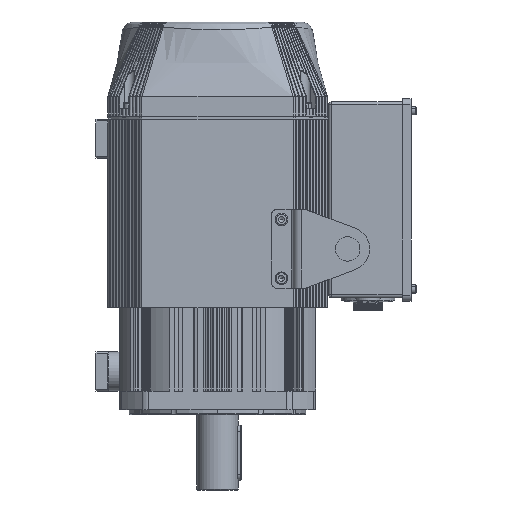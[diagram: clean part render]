
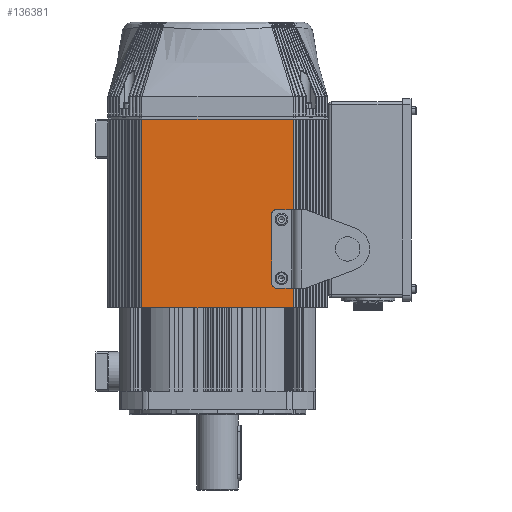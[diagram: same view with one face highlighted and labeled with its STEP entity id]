
A CAD part, left-side view. The second image highlights one B-rep face of the part: STEP entity #136381.
In plain terms, the highlighted planar face has unit normal (-1, 0, 0).
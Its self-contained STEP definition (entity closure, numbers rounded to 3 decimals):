
#3374 = VECTOR ( 'NONE', #71016, 1000. ) ;
#4602 = VERTEX_POINT ( 'NONE', #80276 ) ;
#4793 = EDGE_LOOP ( 'NONE', ( #142205, #32138, #101781, #12821 ) ) ;
#11583 = DIRECTION ( 'NONE',  ( 0., -1., 0. ) ) ;
#12173 = VECTOR ( 'NONE', #71583, 1000. ) ;
#12821 = ORIENTED_EDGE ( 'NONE', *, *, #57691, .F. ) ;
#13630 = CARTESIAN_POINT ( 'NONE',  ( -112., -60.25, 46. ) ) ;
#14464 = VERTEX_POINT ( 'NONE', #22769 ) ;
#17693 = VECTOR ( 'NONE', #33590, 1000. ) ;
#19509 = DIRECTION ( 'NONE',  ( 0., 0., -1. ) ) ;
#22117 = CARTESIAN_POINT ( 'NONE',  ( -112., -72.382, 21. ) ) ;
#22769 = CARTESIAN_POINT ( 'NONE',  ( -112., 77.149, 213.5 ) ) ;
#23504 = DIRECTION ( 'NONE',  ( -1., 0., 0. ) ) ;
#24166 = CARTESIAN_POINT ( 'NONE',  ( -112., -74.516, 121. ) ) ;
#29279 = VERTEX_POINT ( 'NONE', #77081 ) ;
#29360 = ORIENTED_EDGE ( 'NONE', *, *, #135691, .F. ) ;
#30410 = CARTESIAN_POINT ( 'NONE',  ( -112., -75.25, 121. ) ) ;
#31216 = LINE ( 'NONE', #22117, #106057 ) ;
#31339 = VERTEX_POINT ( 'NONE', #30410 ) ;
#32138 = ORIENTED_EDGE ( 'NONE', *, *, #118846, .T. ) ;
#33313 = EDGE_CURVE ( 'NONE', #14464, #128976, #110750, .T. ) ;
#33590 = DIRECTION ( 'NONE',  ( 0., -1., 0. ) ) ;
#34301 = LINE ( 'NONE', #70561, #113005 ) ;
#36083 = LINE ( 'NONE', #58037, #12173 ) ;
#37285 = EDGE_CURVE ( 'NONE', #88211, #107985, #36083, .T. ) ;
#37597 = CARTESIAN_POINT ( 'NONE',  ( -112., 77.149, -68. ) ) ;
#37792 = AXIS2_PLACEMENT_3D ( 'NONE', #139328, #90169, #126461 ) ;
#41743 = CARTESIAN_POINT ( 'NONE',  ( -112., -75.25, 41. ) ) ;
#42973 = ORIENTED_EDGE ( 'NONE', *, *, #60559, .F. ) ;
#44066 = FACE_BOUND ( 'NONE', #112887, .T. ) ;
#46845 = CARTESIAN_POINT ( 'NONE',  ( -112., -55.25, 46. ) ) ;
#57691 = EDGE_CURVE ( 'NONE', #29279, #14464, #141223, .T. ) ;
#58037 = CARTESIAN_POINT ( 'NONE',  ( -112., -55.25, 116. ) ) ;
#59850 = CIRCLE ( 'NONE', #37792, 5. ) ;
#60559 = EDGE_CURVE ( 'NONE', #4602, #130479, #104546, .T. ) ;
#61459 = EDGE_CURVE ( 'NONE', #107985, #4602, #62209, .T. ) ;
#62209 = CIRCLE ( 'NONE', #81512, 5. ) ;
#66020 = DIRECTION ( 'NONE',  ( -1., 0., 0. ) ) ;
#66133 = CARTESIAN_POINT ( 'NONE',  ( -112., -72.382, 213.5 ) ) ;
#68257 = DIRECTION ( 'NONE',  ( 0., -1., 0. ) ) ;
#70561 = CARTESIAN_POINT ( 'NONE',  ( -112., -77.149, -68. ) ) ;
#71016 = DIRECTION ( 'NONE',  ( 0., 1., 0. ) ) ;
#71195 = DIRECTION ( 'NONE',  ( 0., -1., 0. ) ) ;
#71583 = DIRECTION ( 'NONE',  ( 0., 0., -1. ) ) ;
#73833 = DIRECTION ( 'NONE',  ( 0., 0., 1. ) ) ;
#77081 = CARTESIAN_POINT ( 'NONE',  ( -112., 77.149, 21. ) ) ;
#80276 = CARTESIAN_POINT ( 'NONE',  ( -112., -60.25, 41. ) ) ;
#81512 = AXIS2_PLACEMENT_3D ( 'NONE', #13630, #23504, #139942 ) ;
#81841 = CARTESIAN_POINT ( 'NONE',  ( -112., -60.25, 41. ) ) ;
#87734 = ORIENTED_EDGE ( 'NONE', *, *, #37285, .F. ) ;
#88211 = VERTEX_POINT ( 'NONE', #99912 ) ;
#89434 = FACE_OUTER_BOUND ( 'NONE', #4793, .T. ) ;
#90169 = DIRECTION ( 'NONE',  ( -1., 0., 0. ) ) ;
#99814 = EDGE_CURVE ( 'NONE', #29279, #129569, #31216, .T. ) ;
#99912 = CARTESIAN_POINT ( 'NONE',  ( -112., -55.25, 116. ) ) ;
#101781 = ORIENTED_EDGE ( 'NONE', *, *, #33313, .F. ) ;
#103578 = LINE ( 'NONE', #24166, #3374 ) ;
#103846 = DIRECTION ( 'NONE',  ( 0., 0., 1. ) ) ;
#104546 = LINE ( 'NONE', #81841, #115209 ) ;
#106057 = VECTOR ( 'NONE', #71195, 1000. ) ;
#107284 = EDGE_CURVE ( 'NONE', #31339, #130479, #109471, .T. ) ;
#107975 = EDGE_CURVE ( 'NONE', #31339, #132505, #103578, .T. ) ;
#107985 = VERTEX_POINT ( 'NONE', #46845 ) ;
#109471 = LINE ( 'NONE', #123066, #140917 ) ;
#110750 = LINE ( 'NONE', #66133, #17693 ) ;
#112883 = PLANE ( 'NONE',  #127192 ) ;
#112887 = EDGE_LOOP ( 'NONE', ( #42973, #137040, #87734, #29360, #138263, #137389 ) ) ;
#113005 = VECTOR ( 'NONE', #103846, 1000. ) ;
#115209 = VECTOR ( 'NONE', #11583, 1000. ) ;
#118846 = EDGE_CURVE ( 'NONE', #129569, #128976, #34301, .T. ) ;
#123066 = CARTESIAN_POINT ( 'NONE',  ( -112., -75.25, 46. ) ) ;
#126461 = DIRECTION ( 'NONE',  ( 0., 0., -1. ) ) ;
#127091 = CARTESIAN_POINT ( 'NONE',  ( -112., -77.149, 21. ) ) ;
#127192 = AXIS2_PLACEMENT_3D ( 'NONE', #138593, #66020, #68257 ) ;
#127288 = CARTESIAN_POINT ( 'NONE',  ( -112., -77.149, 213.5 ) ) ;
#128976 = VERTEX_POINT ( 'NONE', #127288 ) ;
#129569 = VERTEX_POINT ( 'NONE', #127091 ) ;
#130479 = VERTEX_POINT ( 'NONE', #41743 ) ;
#131804 = VECTOR ( 'NONE', #73833, 1000. ) ;
#132505 = VERTEX_POINT ( 'NONE', #143527 ) ;
#135691 = EDGE_CURVE ( 'NONE', #132505, #88211, #59850, .T. ) ;
#136381 = ADVANCED_FACE ( 'NONE', ( #44066, #89434 ), #112883, .T. ) ;
#137040 = ORIENTED_EDGE ( 'NONE', *, *, #61459, .F. ) ;
#137389 = ORIENTED_EDGE ( 'NONE', *, *, #107284, .T. ) ;
#138263 = ORIENTED_EDGE ( 'NONE', *, *, #107975, .F. ) ;
#138593 = CARTESIAN_POINT ( 'NONE',  ( -112., -72.382, -295.784 ) ) ;
#139328 = CARTESIAN_POINT ( 'NONE',  ( -112., -60.25, 116. ) ) ;
#139942 = DIRECTION ( 'NONE',  ( 0., 0., -1. ) ) ;
#140917 = VECTOR ( 'NONE', #19509, 1000. ) ;
#141223 = LINE ( 'NONE', #37597, #131804 ) ;
#142205 = ORIENTED_EDGE ( 'NONE', *, *, #99814, .T. ) ;
#143527 = CARTESIAN_POINT ( 'NONE',  ( -112., -60.25, 121. ) ) ;
